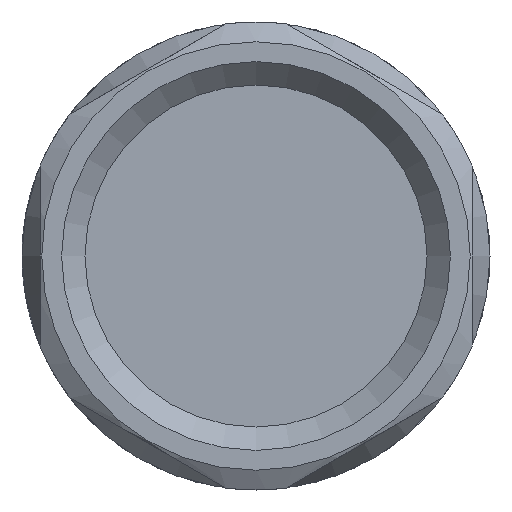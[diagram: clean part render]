
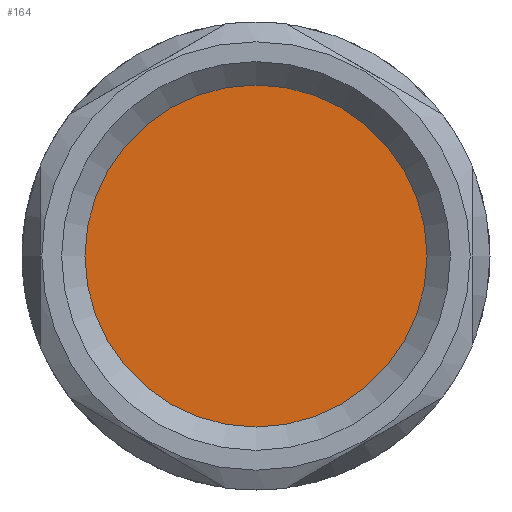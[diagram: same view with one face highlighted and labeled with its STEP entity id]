
A CAD part, left-side view. The second image highlights one B-rep face of the part: STEP entity #164.
In plain terms, the highlighted planar face has unit normal (-1, 0, 0).
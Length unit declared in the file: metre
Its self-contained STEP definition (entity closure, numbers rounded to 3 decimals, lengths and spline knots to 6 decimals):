
#164 = ADVANCED_FACE( 'NONE', ( #388 ), #389, .F. );
#388 = FACE_OUTER_BOUND( '', #685, .T. );
#389 = PLANE( '', #686 );
#685 = EDGE_LOOP( '', ( #1105 ) );
#686 = AXIS2_PLACEMENT_3D( '', #1106, #1107, #1108 );
#1105 = ORIENTED_EDGE( '', *, *, #1718, .F. );
#1106 = CARTESIAN_POINT( '', ( -0.0555, 0.01025, 0. ) );
#1107 = DIRECTION( '', ( 1., 0., 0. ) );
#1108 = DIRECTION( '', ( 0., 1., 0. ) );
#1718 = EDGE_CURVE( 'NONE', #2072, #2072, #2073, .T. );
#2072 = VERTEX_POINT( '', #2942 );
#2073 = CIRCLE( '', #2943, 0.0095 );
#2942 = CARTESIAN_POINT( '', ( -0.0555, 0.0095, 0. ) );
#2943 = AXIS2_PLACEMENT_3D( '', #3561, #3562, #3563 );
#3561 = CARTESIAN_POINT( '', ( -0.0555, 0., 0. ) );
#3562 = DIRECTION( '', ( 1., 0., 0. ) );
#3563 = DIRECTION( '', ( 0., 1., 0. ) );
